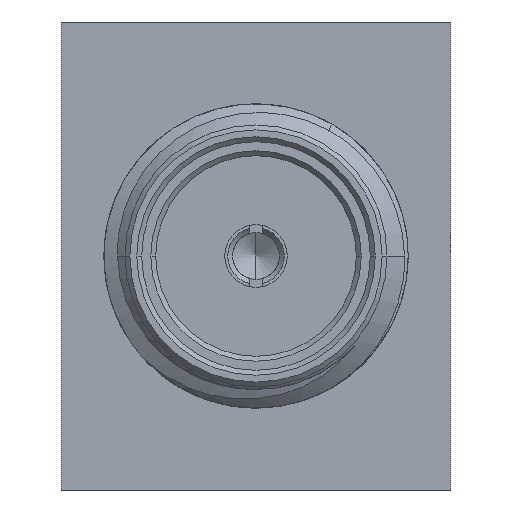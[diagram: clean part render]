
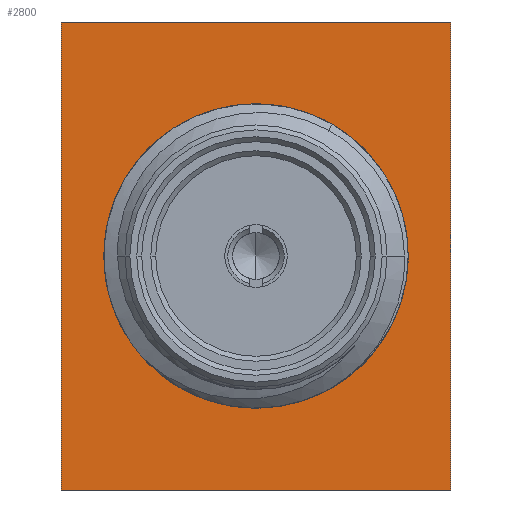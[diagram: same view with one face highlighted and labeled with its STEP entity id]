
A CAD part, left-side view. The second image highlights one B-rep face of the part: STEP entity #2800.
In plain terms, the highlighted planar face has unit normal (-1, 0, 0).
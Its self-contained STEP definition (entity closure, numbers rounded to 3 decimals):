
#259=DIRECTION('',(0.,0.,-1.));
#260=VECTOR('',#259,9.52);
#261=CARTESIAN_POINT('',(-1.65,3.96,4.76));
#262=LINE('',#261,#260);
#263=DIRECTION('',(0.,1.,0.));
#264=VECTOR('',#263,7.92);
#265=CARTESIAN_POINT('',(-1.65,-3.96,4.76));
#266=LINE('',#265,#264);
#267=DIRECTION('',(0.,0.,1.));
#268=VECTOR('',#267,9.52);
#269=CARTESIAN_POINT('',(-1.65,-3.96,-4.76));
#270=LINE('',#269,#268);
#271=DIRECTION('',(0.,-1.,0.));
#272=VECTOR('',#271,7.92);
#273=CARTESIAN_POINT('',(-1.65,3.96,-4.76));
#274=LINE('',#273,#272);
#279=CARTESIAN_POINT('',(-1.65,0.,0.));
#280=DIRECTION('',(1.,0.,0.));
#281=DIRECTION('',(0.,1.,0.));
#282=AXIS2_PLACEMENT_3D('',#279,#280,#281);
#288=CARTESIAN_POINT('',(-1.65,0.,0.));
#289=DIRECTION('',(-1.,0.,0.));
#290=DIRECTION('',(0.,1.,0.));
#291=AXIS2_PLACEMENT_3D('',#288,#289,#290);
#2158=CARTESIAN_POINT('',(-1.65,2.45,0.));
#2160=VERTEX_POINT('',#2158);
#2162=CARTESIAN_POINT('',(-1.65,-2.45,0.));
#2164=VERTEX_POINT('',#2162);
#2178=CARTESIAN_POINT('',(-1.65,3.96,4.76));
#2179=CARTESIAN_POINT('',(-1.65,3.96,-4.76));
#2180=VERTEX_POINT('',#2178);
#2181=VERTEX_POINT('',#2179);
#2182=CARTESIAN_POINT('',(-1.65,-3.96,-4.76));
#2183=VERTEX_POINT('',#2182);
#2184=CARTESIAN_POINT('',(-1.65,-3.96,4.76));
#2185=VERTEX_POINT('',#2184);
#2783=CARTESIAN_POINT('',(-1.65,0.,0.));
#2784=DIRECTION('',(-1.,0.,0.));
#2785=DIRECTION('',(0.,1.,0.));
#2786=AXIS2_PLACEMENT_3D('',#2783,#2784,#2785);
#2787=PLANE('',#2786);
#2788=ORIENTED_EDGE('',*,*,#2607,.F.);
#2789=ORIENTED_EDGE('',*,*,#2631,.F.);
#2790=ORIENTED_EDGE('',*,*,#2766,.F.);
#2791=ORIENTED_EDGE('',*,*,#2523,.F.);
#2792=EDGE_LOOP('',(#2788,#2789,#2790,#2791));
#2793=FACE_OUTER_BOUND('',#2792,.F.);
#2795=ORIENTED_EDGE('',*,*,#2794,.F.);
#2797=ORIENTED_EDGE('',*,*,#2796,.T.);
#2798=EDGE_LOOP('',(#2795,#2797));
#2799=FACE_BOUND('',#2798,.F.);
#2800=ADVANCED_FACE('',(#2793,#2799),#2787,.T.);
#283=CIRCLE('',#282,2.45);
#292=CIRCLE('',#291,2.45);
#2523=EDGE_CURVE('',#2181,#2183,#274,.T.);
#2607=EDGE_CURVE('',#2180,#2181,#262,.T.);
#2631=EDGE_CURVE('',#2185,#2180,#266,.T.);
#2766=EDGE_CURVE('',#2183,#2185,#270,.T.);
#2794=EDGE_CURVE('',#2160,#2164,#283,.T.);
#2796=EDGE_CURVE('',#2160,#2164,#292,.T.);
